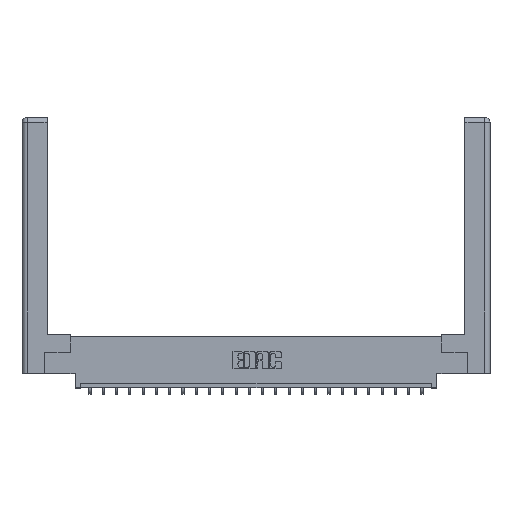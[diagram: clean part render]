
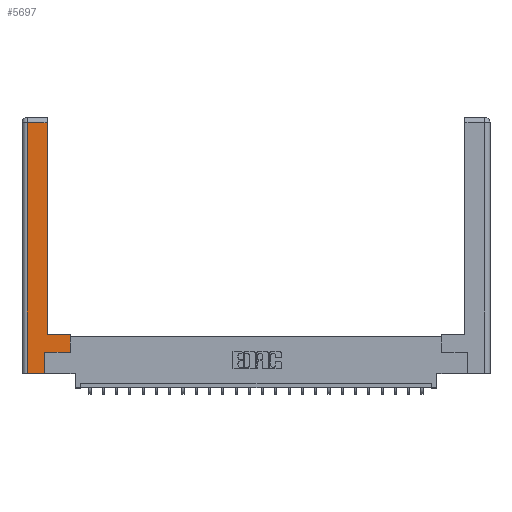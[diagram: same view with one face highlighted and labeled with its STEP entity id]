
A CAD part, top view. The second image highlights one B-rep face of the part: STEP entity #5697.
In plain terms, the highlighted planar face has unit normal (0, 0, 1).
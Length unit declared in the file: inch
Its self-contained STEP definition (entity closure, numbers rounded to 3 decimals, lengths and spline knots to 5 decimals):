
#7 = CARTESIAN_POINT ( 'NONE',  ( 0.0615, 2.94, 0. ) ) ;
#197 = EDGE_CURVE ( 'NONE', #8500, #1069, #17669, .T. ) ;
#270 = VECTOR ( 'NONE', #584, 39.37008 ) ;
#423 = DIRECTION ( 'NONE',  ( -1., 0., 0. ) ) ;
#495 = VECTOR ( 'NONE', #12867, 39.37008 ) ;
#584 = DIRECTION ( 'NONE',  ( 1., 0., 0. ) ) ;
#893 = CARTESIAN_POINT ( 'NONE',  ( 0.295, 0.45, 0. ) ) ;
#1069 = VERTEX_POINT ( 'NONE', #23157 ) ;
#1411 = CARTESIAN_POINT ( 'NONE',  ( 0.565, 0.45, 0. ) ) ;
#1815 = VECTOR ( 'NONE', #11045, 39.37008 ) ;
#2764 = CARTESIAN_POINT ( 'NONE',  ( 0.565, 0.245, 0. ) ) ;
#3612 = LINE ( 'NONE', #14610, #22960 ) ;
#4317 = LINE ( 'NONE', #10910, #8446 ) ;
#4375 = EDGE_LOOP ( 'NONE', ( #12997, #10059, #11262, #19324, #6161, #16118, #14273, #7481 ) ) ;
#5357 = CARTESIAN_POINT ( 'NONE',  ( 0.565, 0.245, 0. ) ) ;
#5586 = CARTESIAN_POINT ( 'NONE',  ( 0.295, 3., 0. ) ) ;
#5635 = CARTESIAN_POINT ( 'NONE',  ( 0.265, 0.245, 0. ) ) ;
#5697 = ADVANCED_FACE ( 'NONE', ( #13032 ), #13610, .F. ) ;
#6161 = ORIENTED_EDGE ( 'NONE', *, *, #197, .T. ) ;
#6308 = EDGE_CURVE ( 'NONE', #19418, #8500, #11531, .T. ) ;
#7227 = CARTESIAN_POINT ( 'NONE',  ( 0.295, 0.45, 0. ) ) ;
#7481 = ORIENTED_EDGE ( 'NONE', *, *, #18752, .T. ) ;
#8047 = CARTESIAN_POINT ( 'NONE',  ( 0.295, 2.94, 0. ) ) ;
#8174 = CARTESIAN_POINT ( 'NONE',  ( 0.265, 0., 0. ) ) ;
#8446 = VECTOR ( 'NONE', #20191, 39.37008 ) ;
#8500 = VERTEX_POINT ( 'NONE', #22949 ) ;
#9128 = LINE ( 'NONE', #10260, #12907 ) ;
#9760 = DIRECTION ( 'NONE',  ( 0., 0., -1. ) ) ;
#10059 = ORIENTED_EDGE ( 'NONE', *, *, #16711, .T. ) ;
#10260 = CARTESIAN_POINT ( 'NONE',  ( 0.0615, 2.94, 0. ) ) ;
#10910 = CARTESIAN_POINT ( 'NONE',  ( 0.0615, 0., 0. ) ) ;
#11045 = DIRECTION ( 'NONE',  ( 0., 1., 0. ) ) ;
#11157 = VERTEX_POINT ( 'NONE', #7 ) ;
#11262 = ORIENTED_EDGE ( 'NONE', *, *, #21729, .T. ) ;
#11531 = LINE ( 'NONE', #8174, #24116 ) ;
#12123 = DIRECTION ( 'NONE',  ( -1., 0., 0. ) ) ;
#12867 = DIRECTION ( 'NONE',  ( -1., 0., 0. ) ) ;
#12907 = VECTOR ( 'NONE', #12123, 39.37008 ) ;
#12997 = ORIENTED_EDGE ( 'NONE', *, *, #16888, .T. ) ;
#13032 = FACE_OUTER_BOUND ( 'NONE', #4375, .T. ) ;
#13213 = AXIS2_PLACEMENT_3D ( 'NONE', #13454, #9760, #423 ) ;
#13444 = EDGE_CURVE ( 'NONE', #20854, #22165, #3612, .T. ) ;
#13454 = CARTESIAN_POINT ( 'NONE',  ( 0., 0., 0. ) ) ;
#13610 = PLANE ( 'NONE',  #13213 ) ;
#14273 = ORIENTED_EDGE ( 'NONE', *, *, #13444, .T. ) ;
#14610 = CARTESIAN_POINT ( 'NONE',  ( 0.565, 0.45, 0. ) ) ;
#15540 = LINE ( 'NONE', #2764, #270 ) ;
#16118 = ORIENTED_EDGE ( 'NONE', *, *, #20762, .T. ) ;
#16711 = EDGE_CURVE ( 'NONE', #19515, #11157, #9128, .T. ) ;
#16888 = EDGE_CURVE ( 'NONE', #16980, #19515, #18487, .T. ) ;
#16980 = VERTEX_POINT ( 'NONE', #893 ) ;
#17669 = LINE ( 'NONE', #5635, #1815 ) ;
#18487 = LINE ( 'NONE', #5586, #23718 ) ;
#18752 = EDGE_CURVE ( 'NONE', #22165, #16980, #21590, .T. ) ;
#19324 = ORIENTED_EDGE ( 'NONE', *, *, #6308, .T. ) ;
#19418 = VERTEX_POINT ( 'NONE', #20736 ) ;
#19515 = VERTEX_POINT ( 'NONE', #8047 ) ;
#20191 = DIRECTION ( 'NONE',  ( 0., -1., 0. ) ) ;
#20563 = DIRECTION ( 'NONE',  ( 0., 1., 0. ) ) ;
#20736 = CARTESIAN_POINT ( 'NONE',  ( 0.0615, 0., 0. ) ) ;
#20762 = EDGE_CURVE ( 'NONE', #1069, #20854, #15540, .T. ) ;
#20826 = DIRECTION ( 'NONE',  ( 0., 1., 0. ) ) ;
#20854 = VERTEX_POINT ( 'NONE', #5357 ) ;
#21266 = DIRECTION ( 'NONE',  ( 1., 0., 0. ) ) ;
#21590 = LINE ( 'NONE', #7227, #495 ) ;
#21729 = EDGE_CURVE ( 'NONE', #11157, #19418, #4317, .T. ) ;
#22165 = VERTEX_POINT ( 'NONE', #1411 ) ;
#22949 = CARTESIAN_POINT ( 'NONE',  ( 0.265, 0., 0. ) ) ;
#22960 = VECTOR ( 'NONE', #20563, 39.37008 ) ;
#23157 = CARTESIAN_POINT ( 'NONE',  ( 0.265, 0.245, 0. ) ) ;
#23718 = VECTOR ( 'NONE', #20826, 39.37008 ) ;
#24116 = VECTOR ( 'NONE', #21266, 39.37008 ) ;
